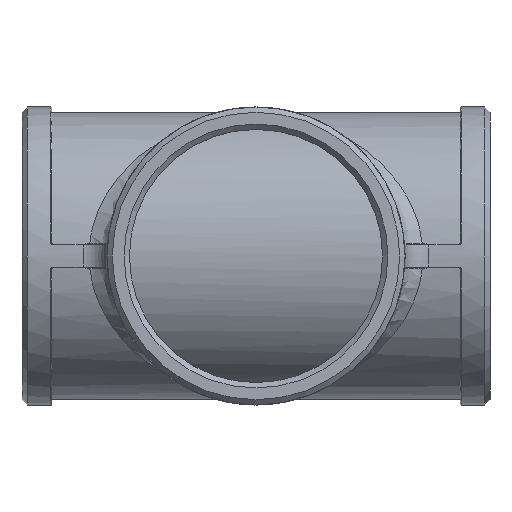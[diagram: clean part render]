
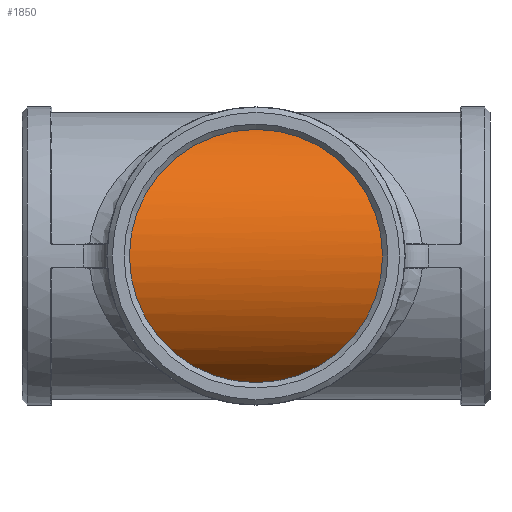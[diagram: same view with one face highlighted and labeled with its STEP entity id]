
A CAD part, front view. The second image highlights one B-rep face of the part: STEP entity #1850.
In plain terms, the highlighted cylindrical face has radius 48.2 mm (diameter 96.4 mm), a partial arc.
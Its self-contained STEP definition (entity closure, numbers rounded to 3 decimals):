
#413=FACE_OUTER_BOUND('',#548,.T.);
#548=EDGE_LOOP('',(#1234));
#708=B_SPLINE_CURVE_WITH_KNOTS('',3,(#2913,#2914,#2915,#2916,#2917,#2918,
#2919,#2920,#2921,#2922,#2923,#2924,#2925,#2926,#2927,#2928,#2929,#2930,
#2931,#2932,#2933,#2934,#2935,#2936,#2937,#2938,#2939,#2940,#2941,#2942,
#2943,#2944,#2945,#2946,#2947,#2948,#2949,#2950,#2951,#2952,#2953,#2954,
#2955,#2956,#2957,#2958,#2959,#2960,#2961,#2962,#2963,#2964,#2965,#2966,
#2967,#2968,#2969,#2970,#2971,#2972,#2973,#2974,#2975,#2976,#2977,#2978,
#2979,#2980,#2981,#2982,#2983,#2984,#2985,#2986),.UNSPECIFIED.,.T.,.F.,
(4,2,2,2,2,2,2,2,2,2,2,2,2,2,2,2,2,2,2,2,2,2,2,2,2,2,2,2,2,2,2,2,2,2,2,
2,4),(0.,0.495,0.989,1.978,2.967,
3.956,4.858,5.76,6.662,7.565,
8.467,9.369,10.271,11.173,12.162,
13.151,14.14,14.634,15.129,15.624,
16.118,17.107,18.096,19.085,19.987,
20.889,21.791,22.694,23.596,24.498,
25.4,26.302,27.291,28.28,29.269,
29.763,30.258),.UNSPECIFIED.);
#774=VERTEX_POINT('',#2912);
#949=EDGE_CURVE('',#774,#774,#708,.T.);
#1234=ORIENTED_EDGE('',*,*,#949,.F.);
#1804=CYLINDRICAL_SURFACE('',#1987,48.2);
#1850=ADVANCED_FACE('',(#413),#1804,.T.);
#1987=AXIS2_PLACEMENT_3D('',#2911,#2248,#2249);
#2248=DIRECTION('center_axis',(1.,0.,0.));
#2249=DIRECTION('ref_axis',(0.,-1.,0.));
#2911=CARTESIAN_POINT('Origin',(0.,0.,0.));
#2912=CARTESIAN_POINT('',(0.,-18.758,44.4));
#2913=CARTESIAN_POINT('Ctrl Pts',(0.,-18.758,
44.4));
#2914=CARTESIAN_POINT('Ctrl Pts',(1.649,-18.758,44.4));
#2915=CARTESIAN_POINT('Ctrl Pts',(3.22,-18.976,44.309));
#2916=CARTESIAN_POINT('Ctrl Pts',(6.255,-19.719,43.984));
#2917=CARTESIAN_POINT('Ctrl Pts',(7.719,-20.244,43.748));
#2918=CARTESIAN_POINT('Ctrl Pts',(12.001,-22.121,42.847));
#2919=CARTESIAN_POINT('Ctrl Pts',(14.715,-23.763,41.987));
#2920=CARTESIAN_POINT('Ctrl Pts',(19.959,-27.323,39.763));
#2921=CARTESIAN_POINT('Ctrl Pts',(22.472,-29.238,38.399));
#2922=CARTESIAN_POINT('Ctrl Pts',(27.195,-33.007,35.212));
#2923=CARTESIAN_POINT('Ctrl Pts',(29.403,-34.862,33.388));
#2924=CARTESIAN_POINT('Ctrl Pts',(33.213,-38.133,29.578));
#2925=CARTESIAN_POINT('Ctrl Pts',(34.975,-39.681,27.496));
#2926=CARTESIAN_POINT('Ctrl Pts',(38.164,-42.519,22.865));
#2927=CARTESIAN_POINT('Ctrl Pts',(39.59,-43.807,20.315));
#2928=CARTESIAN_POINT('Ctrl Pts',(41.936,-45.938,14.882));
#2929=CARTESIAN_POINT('Ctrl Pts',(42.858,-46.782,11.99));
#2930=CARTESIAN_POINT('Ctrl Pts',(44.09,-47.914,6.053));
#2931=CARTESIAN_POINT('Ctrl Pts',(44.4,-48.2,3.007));
#2932=CARTESIAN_POINT('Ctrl Pts',(44.4,-48.2,-3.007));
#2933=CARTESIAN_POINT('Ctrl Pts',(44.09,-47.914,-6.053));
#2934=CARTESIAN_POINT('Ctrl Pts',(42.858,-46.782,-11.99));
#2935=CARTESIAN_POINT('Ctrl Pts',(41.936,-45.938,-14.882));
#2936=CARTESIAN_POINT('Ctrl Pts',(39.59,-43.807,-20.315));
#2937=CARTESIAN_POINT('Ctrl Pts',(38.164,-42.519,-22.865));
#2938=CARTESIAN_POINT('Ctrl Pts',(34.975,-39.681,-27.496));
#2939=CARTESIAN_POINT('Ctrl Pts',(33.213,-38.133,-29.578));
#2940=CARTESIAN_POINT('Ctrl Pts',(29.403,-34.862,-33.388));
#2941=CARTESIAN_POINT('Ctrl Pts',(27.195,-33.007,-35.212));
#2942=CARTESIAN_POINT('Ctrl Pts',(22.472,-29.238,-38.399));
#2943=CARTESIAN_POINT('Ctrl Pts',(19.959,-27.323,-39.763));
#2944=CARTESIAN_POINT('Ctrl Pts',(14.715,-23.763,-41.987));
#2945=CARTESIAN_POINT('Ctrl Pts',(12.001,-22.121,-42.847));
#2946=CARTESIAN_POINT('Ctrl Pts',(7.719,-20.244,-43.748));
#2947=CARTESIAN_POINT('Ctrl Pts',(6.255,-19.719,-43.984));
#2948=CARTESIAN_POINT('Ctrl Pts',(3.22,-18.976,-44.309));
#2949=CARTESIAN_POINT('Ctrl Pts',(1.649,-18.758,-44.4));
#2950=CARTESIAN_POINT('Ctrl Pts',(-1.649,-18.758,-44.4));
#2951=CARTESIAN_POINT('Ctrl Pts',(-3.22,-18.976,-44.309));
#2952=CARTESIAN_POINT('Ctrl Pts',(-6.255,-19.719,-43.984));
#2953=CARTESIAN_POINT('Ctrl Pts',(-7.719,-20.244,-43.748));
#2954=CARTESIAN_POINT('Ctrl Pts',(-12.001,-22.121,-42.847));
#2955=CARTESIAN_POINT('Ctrl Pts',(-14.715,-23.763,-41.987));
#2956=CARTESIAN_POINT('Ctrl Pts',(-19.959,-27.323,-39.763));
#2957=CARTESIAN_POINT('Ctrl Pts',(-22.472,-29.238,-38.399));
#2958=CARTESIAN_POINT('Ctrl Pts',(-27.195,-33.007,-35.212));
#2959=CARTESIAN_POINT('Ctrl Pts',(-29.403,-34.862,-33.388));
#2960=CARTESIAN_POINT('Ctrl Pts',(-33.213,-38.133,-29.578));
#2961=CARTESIAN_POINT('Ctrl Pts',(-34.975,-39.681,-27.496));
#2962=CARTESIAN_POINT('Ctrl Pts',(-38.164,-42.519,-22.865));
#2963=CARTESIAN_POINT('Ctrl Pts',(-39.59,-43.807,-20.315));
#2964=CARTESIAN_POINT('Ctrl Pts',(-41.936,-45.938,-14.882));
#2965=CARTESIAN_POINT('Ctrl Pts',(-42.858,-46.782,-11.99));
#2966=CARTESIAN_POINT('Ctrl Pts',(-44.09,-47.914,-6.053));
#2967=CARTESIAN_POINT('Ctrl Pts',(-44.4,-48.2,-3.007));
#2968=CARTESIAN_POINT('Ctrl Pts',(-44.4,-48.2,3.007));
#2969=CARTESIAN_POINT('Ctrl Pts',(-44.09,-47.914,6.053));
#2970=CARTESIAN_POINT('Ctrl Pts',(-42.858,-46.782,11.99));
#2971=CARTESIAN_POINT('Ctrl Pts',(-41.936,-45.938,14.882));
#2972=CARTESIAN_POINT('Ctrl Pts',(-39.59,-43.807,20.315));
#2973=CARTESIAN_POINT('Ctrl Pts',(-38.164,-42.519,22.865));
#2974=CARTESIAN_POINT('Ctrl Pts',(-34.975,-39.681,27.496));
#2975=CARTESIAN_POINT('Ctrl Pts',(-33.213,-38.133,29.578));
#2976=CARTESIAN_POINT('Ctrl Pts',(-29.403,-34.862,33.388));
#2977=CARTESIAN_POINT('Ctrl Pts',(-27.195,-33.007,35.212));
#2978=CARTESIAN_POINT('Ctrl Pts',(-22.472,-29.238,38.399));
#2979=CARTESIAN_POINT('Ctrl Pts',(-19.959,-27.323,39.763));
#2980=CARTESIAN_POINT('Ctrl Pts',(-14.715,-23.763,41.987));
#2981=CARTESIAN_POINT('Ctrl Pts',(-12.001,-22.121,42.847));
#2982=CARTESIAN_POINT('Ctrl Pts',(-7.719,-20.244,43.748));
#2983=CARTESIAN_POINT('Ctrl Pts',(-6.255,-19.719,43.984));
#2984=CARTESIAN_POINT('Ctrl Pts',(-3.22,-18.976,44.309));
#2985=CARTESIAN_POINT('Ctrl Pts',(-1.649,-18.758,44.4));
#2986=CARTESIAN_POINT('Ctrl Pts',(0.,-18.758,
44.4));
